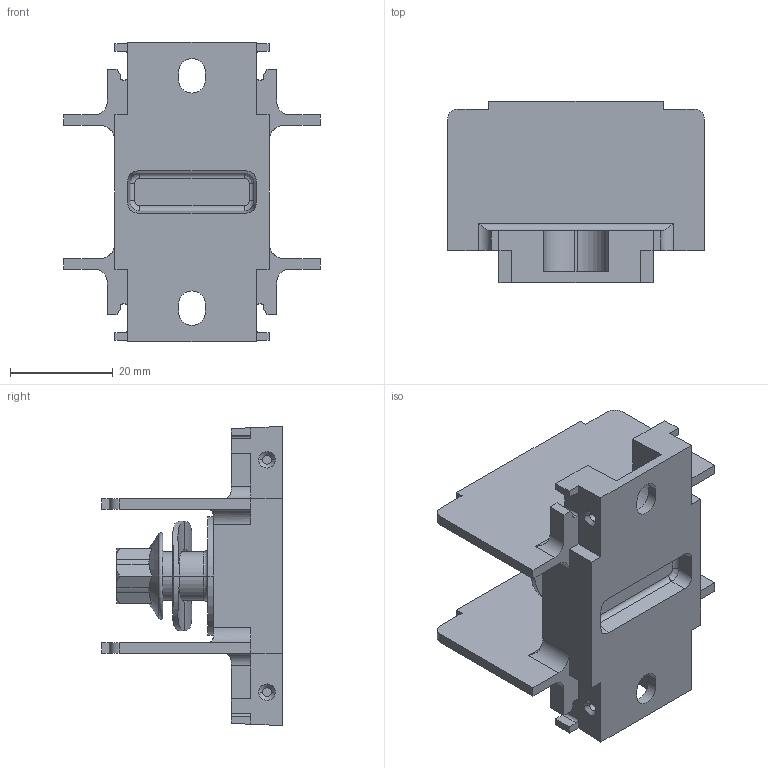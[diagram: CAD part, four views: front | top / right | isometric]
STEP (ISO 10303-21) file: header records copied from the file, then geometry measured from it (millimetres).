
FILE_DESCRIPTION((''),'2;1');
FILE_NAME('32408015002','2020-08-27T',('presta_be4'),(''),'CREO PARAMETRIC BY PTC INC, 2018360','CREO PARAMETRIC BY PTC INC, 2018360','');
FILE_SCHEMA(('CONFIG_CONTROL_DESIGN'));
Length unit declared in the file: millimetre
Products named in the file (1): 32408015002
Bounding box: 50 x 35.2 x 58.2 mm (x, y, z)
Volume: 23846.5 mm3; surface area: 13017.5 mm2
Topology: 2 solids, 2 shells, 225 faces, 618 edges, 401 vertices
Faces by surface type: plane 119, cylinder 74, cone 24, bspline 4, torus 4
Entity records: 10022 total; most frequent: CARTESIAN_POINT 4354, ORIENTED_EDGE 1224, DIRECTION 1098, EDGE_CURVE 612, VERTEX_POINT 401, VECTOR 392, LINE 392, AXIS2_PLACEMENT_3D 353
